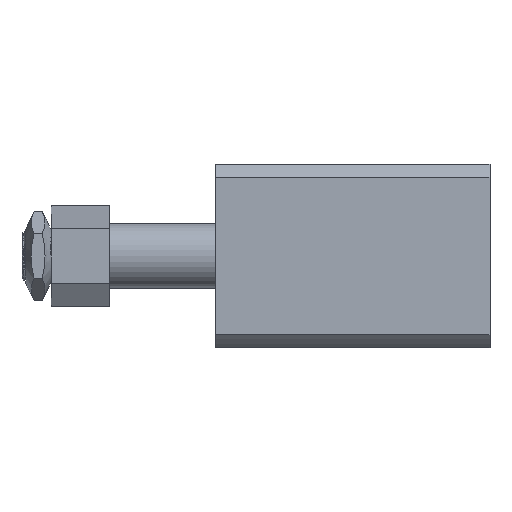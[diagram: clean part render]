
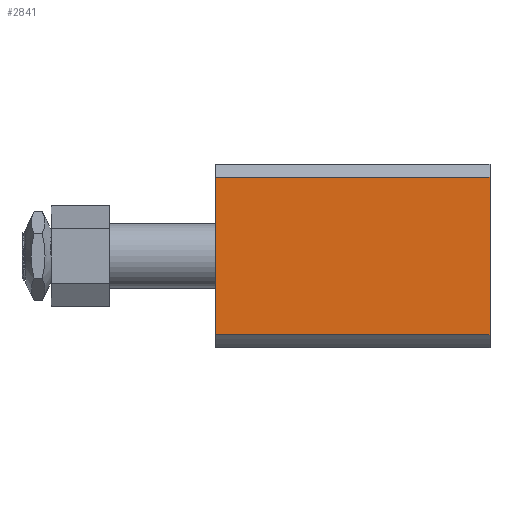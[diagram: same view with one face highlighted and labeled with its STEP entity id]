
A CAD part, left-side view. The second image highlights one B-rep face of the part: STEP entity #2841.
In plain terms, the highlighted planar face has unit normal (-1, 0, 0).
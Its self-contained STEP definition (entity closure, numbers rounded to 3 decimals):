
#630 = FACE_OUTER_BOUND ( 'NONE', #19197, .T. ) ;
#1198 = CARTESIAN_POINT ( 'NONE',  ( -28.5, 0., -24.372 ) ) ;
#1215 = ORIENTED_EDGE ( 'NONE', *, *, #11291, .F. ) ;
#1561 = VECTOR ( 'NONE', #19053, 1000. ) ;
#1968 = AXIS2_PLACEMENT_3D ( 'NONE', #5856, #16338, #7369 ) ;
#2556 = EDGE_CURVE ( 'NONE', #10702, #13681, #9124, .T. ) ;
#2841 = ADVANCED_FACE ( 'NONE', ( #630 ), #14841, .T. ) ;
#4003 = ORIENTED_EDGE ( 'NONE', *, *, #19142, .T. ) ;
#5484 = EDGE_CURVE ( 'NONE', #16693, #10368, #16351, .T. ) ;
#5856 = CARTESIAN_POINT ( 'NONE',  ( -28.5, 0., -24.372 ) ) ;
#7369 = DIRECTION ( 'NONE',  ( 0., 0., 1. ) ) ;
#7931 = ORIENTED_EDGE ( 'NONE', *, *, #2556, .T. ) ;
#8396 = VECTOR ( 'NONE', #19373, 1000. ) ;
#9124 = LINE ( 'NONE', #10001, #1561 ) ;
#9942 = CARTESIAN_POINT ( 'NONE',  ( -28.5, 0., 24.372 ) ) ;
#10001 = CARTESIAN_POINT ( 'NONE',  ( -28.5, 0., -28.5 ) ) ;
#10125 = VECTOR ( 'NONE', #13566, 1000. ) ;
#10329 = LINE ( 'NONE', #12666, #13348 ) ;
#10368 = VERTEX_POINT ( 'NONE', #12494 ) ;
#10569 = CARTESIAN_POINT ( 'NONE',  ( -28.5, 0., -24.372 ) ) ;
#10702 = VERTEX_POINT ( 'NONE', #1198 ) ;
#11291 = EDGE_CURVE ( 'NONE', #10368, #13681, #10329, .T. ) ;
#11314 = CARTESIAN_POINT ( 'NONE',  ( -28.5, 85., -24.372 ) ) ;
#12494 = CARTESIAN_POINT ( 'NONE',  ( -28.5, 85., 24.372 ) ) ;
#12666 = CARTESIAN_POINT ( 'NONE',  ( -28.5, 0., 24.372 ) ) ;
#13348 = VECTOR ( 'NONE', #14187, 1000. ) ;
#13444 = CARTESIAN_POINT ( 'NONE',  ( -28.5, 85., -28.5 ) ) ;
#13566 = DIRECTION ( 'NONE',  ( 0., -1., 0. ) ) ;
#13681 = VERTEX_POINT ( 'NONE', #9942 ) ;
#14128 = LINE ( 'NONE', #10569, #10125 ) ;
#14187 = DIRECTION ( 'NONE',  ( 0., -1., 0. ) ) ;
#14841 = PLANE ( 'NONE',  #1968 ) ;
#16338 = DIRECTION ( 'NONE',  ( -1., 0., 0. ) ) ;
#16351 = LINE ( 'NONE', #13444, #8396 ) ;
#16693 = VERTEX_POINT ( 'NONE', #11314 ) ;
#18551 = ORIENTED_EDGE ( 'NONE', *, *, #5484, .F. ) ;
#19053 = DIRECTION ( 'NONE',  ( 0., 0., 1. ) ) ;
#19142 = EDGE_CURVE ( 'NONE', #16693, #10702, #14128, .T. ) ;
#19197 = EDGE_LOOP ( 'NONE', ( #7931, #1215, #18551, #4003 ) ) ;
#19373 = DIRECTION ( 'NONE',  ( 0., 0., 1. ) ) ;
